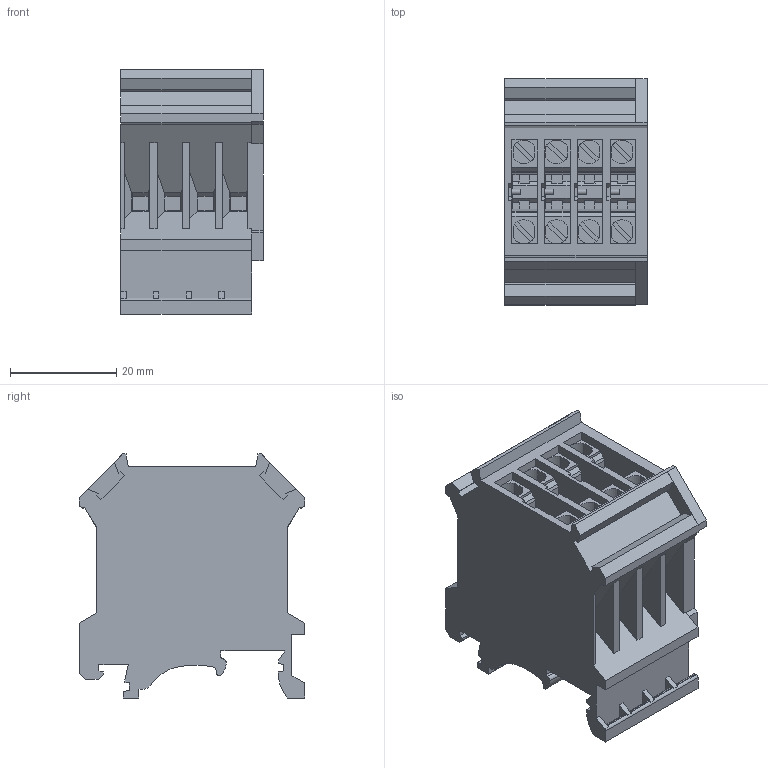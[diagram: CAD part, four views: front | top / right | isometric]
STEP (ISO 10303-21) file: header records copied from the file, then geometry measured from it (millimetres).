
FILE_DESCRIPTION(('Creo Elements/Direct Modeling STEP Export'),'2;1');
FILE_NAME('model.stp','2020-06-03T12:36:10',(''),(''),'Creo Elements/Direct Modeling STEP processor for AP214 (Solid Model)','Creo Elements/Direct Modeling 20.1A 29-Sep-2018 (C) Parametric Technology GmbH','');
FILE_SCHEMA(('AUTOMOTIVE_DESIGN { 1 0 10303 214 1 1 1 1 }'));
Length unit declared in the file: millimetre
Products named in the file (2): URELG_4-select
Assembly tree (1 placements, depth 2):
  URELG_4-select
    URELG_4-select
Bounding box: 26.8 x 42.5 x 45.9 mm (x, y, z)
Volume: 31373.9 mm3; surface area: 13810 mm2
Topology: 1 solids, 1 shells, 567 faces, 1597 edges, 1044 vertices
Faces by surface type: plane 521, cylinder 46
Entity records: 18852 total; most frequent: ORIENTED_EDGE 3194, CARTESIAN_POINT 3131, DIRECTION 2728, EDGE_CURVE 1597, VECTOR 1446, LINE 1446, VERTEX_POINT 1044, AXIS2_PLACEMENT_3D 641
